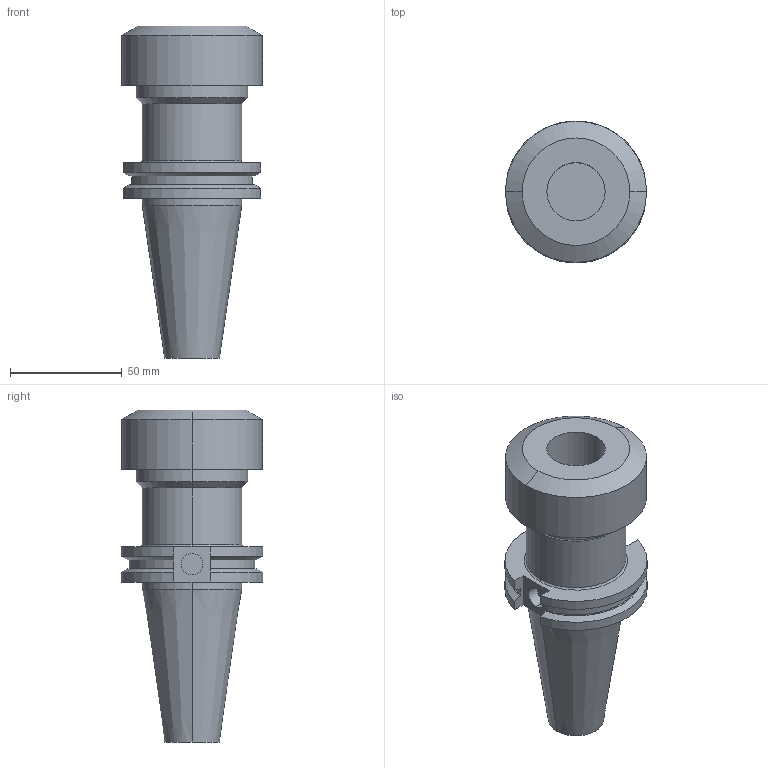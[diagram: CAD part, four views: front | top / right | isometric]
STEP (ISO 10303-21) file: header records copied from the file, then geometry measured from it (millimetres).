
FILE_DESCRIPTION (( 'STEP AP203' ), '1' );
FILE_NAME ('STP-5031-110-040-080-2(S2-22261).STEP', '2021-07-01T06:58:11', ( '' ), ( '' ), 'SwSTEP 2.0', 'SolidWorks 2017', '' );
FILE_SCHEMA (( 'CONFIG_CONTROL_DESIGN' ));
Length unit declared in the file: millimetre
Products named in the file (1): STP-5031-110-040-080-2(S2-22261)
Bounding box: 63 x 63.26 x 148.26 mm (x, y, z)
Volume: 217534.6 mm3; surface area: 35006 mm2
Topology: 1 solids, 1 shells, 58 faces, 137 edges, 86 vertices
Faces by surface type: cylinder 24, plane 19, cone 12, torus 2, bspline 1
Entity records: 1792 total; most frequent: CARTESIAN_POINT 355, DIRECTION 302, ORIENTED_EDGE 270, EDGE_CURVE 135, AXIS2_PLACEMENT_3D 119, VERTEX_POINT 86, EDGE_LOOP 65, LINE 64
